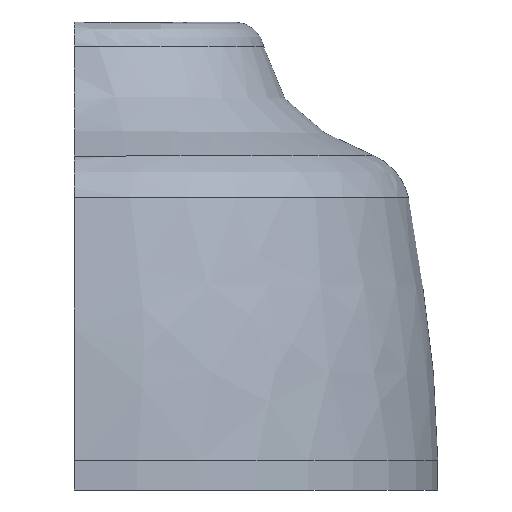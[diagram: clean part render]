
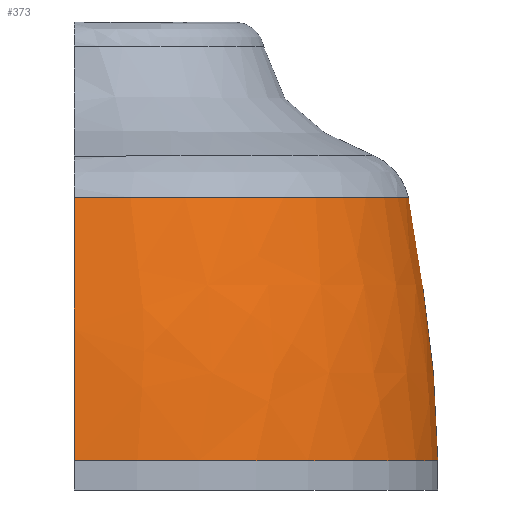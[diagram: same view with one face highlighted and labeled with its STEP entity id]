
A CAD part, left-side view. The second image highlights one B-rep face of the part: STEP entity #373.
In plain terms, the highlighted free-form (B-spline) face has degree [3, 3] with [20, 4] control points.
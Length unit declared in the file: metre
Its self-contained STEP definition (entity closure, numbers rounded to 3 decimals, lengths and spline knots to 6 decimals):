
#21=B_SPLINE_SURFACE_WITH_KNOTS('',3,3,((#859,#860,#861,#862),(#863,#864,
#865,#866),(#867,#868,#869,#870),(#871,#872,#873,#874),(#875,#876,#877,
#878),(#879,#880,#881,#882),(#883,#884,#885,#886),(#887,#888,#889,#890),
(#891,#892,#893,#894),(#895,#896,#897,#898),(#899,#900,#901,#902),(#903,
#904,#905,#906),(#907,#908,#909,#910),(#911,#912,#913,#914),(#915,#916,
#917,#918),(#919,#920,#921,#922),(#923,#924,#925,#926),(#927,#928,#929,
#930),(#931,#932,#933,#934),(#935,#936,#937,#938)),.UNSPECIFIED.,.F.,.F.,
 .F.,(4,2,2,2,2,2,2,2,2,4),(4,4),(0.,0.104003,0.208006,
0.312008,0.416011,0.583989,0.687992,
0.791994,0.895997,1.),(0.,1.),.UNSPECIFIED.);
#22=B_SPLINE_CURVE_WITH_KNOTS('',3,(#537,#538,#539,#540),.UNSPECIFIED.,
 .F.,.F.,(4,4),(0.,1.),.PIECEWISE_BEZIER_KNOTS.);
#30=B_SPLINE_CURVE_WITH_KNOTS('',3,(#616,#617,#618,#619),.UNSPECIFIED.,
 .F.,.F.,(4,4),(0.,1.),.PIECEWISE_BEZIER_KNOTS.);
#37=B_SPLINE_CURVE_WITH_KNOTS('',3,(#939,#940,#941,#942,#943,#944,#945,
#946),.UNSPECIFIED.,.F.,.F.,(4,1,1,1,1,4),(0.,0.002231,0.004462,
0.008923,0.013385,0.017847),
 .UNSPECIFIED.);
#53=CIRCLE('',#417,0.012424);
#54=CIRCLE('',#420,0.012424);
#55=CIRCLE('',#421,0.011424);
#121=ORIENTED_EDGE('',*,*,#213,.F.);
#122=ORIENTED_EDGE('',*,*,#178,.F.);
#123=ORIENTED_EDGE('',*,*,#209,.T.);
#124=ORIENTED_EDGE('',*,*,#211,.F.);
#125=ORIENTED_EDGE('',*,*,#212,.T.);
#126=ORIENTED_EDGE('',*,*,#200,.T.);
#127=ORIENTED_EDGE('',*,*,#214,.F.);
#128=ORIENTED_EDGE('',*,*,#215,.F.);
#178=EDGE_CURVE('',#235,#236,#22,.T.);
#200=EDGE_CURVE('',#254,#253,#30,.T.);
#209=EDGE_CURVE('',#235,#259,#53,.T.);
#211=EDGE_CURVE('',#260,#259,#290,.T.);
#212=EDGE_CURVE('',#260,#254,#54,.T.);
#213=EDGE_CURVE('',#236,#261,#37,.T.);
#214=EDGE_CURVE('',#262,#253,#55,.T.);
#215=EDGE_CURVE('',#261,#262,#291,.T.);
#235=VERTEX_POINT('',#536);
#236=VERTEX_POINT('',#541);
#253=VERTEX_POINT('',#615);
#254=VERTEX_POINT('',#620);
#259=VERTEX_POINT('',#851);
#260=VERTEX_POINT('',#855);
#261=VERTEX_POINT('',#947);
#262=VERTEX_POINT('',#949);
#290=LINE('',#856,#315);
#291=LINE('',#950,#316);
#315=VECTOR('',#482,1.);
#316=VECTOR('',#489,1.);
#330=EDGE_LOOP('',(#121,#122,#123,#124,#125,#126,#127,#128));
#349=FACE_BOUND('',#330,.T.);
#373=ADVANCED_FACE('',(#349),#21,.T.);
#417=AXIS2_PLACEMENT_3D('',#852,#477,#478);
#420=AXIS2_PLACEMENT_3D('',#858,#485,#486);
#421=AXIS2_PLACEMENT_3D('',#948,#487,#488);
#477=DIRECTION('',(0.,0.,1.));
#478=DIRECTION('',(1.,0.,0.));
#482=DIRECTION('',(-1.,0.,0.));
#485=DIRECTION('',(0.,0.,1.));
#486=DIRECTION('',(1.,0.,0.));
#487=DIRECTION('',(0.,0.,1.));
#488=DIRECTION('',(1.,0.,0.));
#489=DIRECTION('',(1.,0.,0.));
#536=CARTESIAN_POINT('',(-0.028919,0.008364,0.001));
#537=CARTESIAN_POINT('',(-0.028919,0.008364,0.001));
#538=CARTESIAN_POINT('',(-0.028919,0.008364,0.004002));
#539=CARTESIAN_POINT('',(-0.028419,0.008364,0.007001));
#540=CARTESIAN_POINT('',(-0.027919,0.008364,0.01));
#541=CARTESIAN_POINT('',(-0.027919,0.008364,0.01));
#615=CARTESIAN_POINT('',(0.002482,0.008364,0.01));
#616=CARTESIAN_POINT('',(0.003482,0.008364,0.001));
#617=CARTESIAN_POINT('',(0.003482,0.008364,0.004002));
#618=CARTESIAN_POINT('',(0.002982,0.008364,0.007001));
#619=CARTESIAN_POINT('',(0.002482,0.008364,0.01));
#620=CARTESIAN_POINT('',(0.003482,0.008364,0.001));
#851=CARTESIAN_POINT('',(-0.016495,-0.004061,0.001));
#852=CARTESIAN_POINT('',(-0.016495,0.008364,0.001));
#855=CARTESIAN_POINT('',(-0.008943,-0.004061,0.001));
#856=CARTESIAN_POINT('',(-0.012719,-0.004061,0.001));
#858=CARTESIAN_POINT('',(-0.008943,0.008364,0.001));
#859=CARTESIAN_POINT('',(-0.028919,0.008364,0.001));
#860=CARTESIAN_POINT('',(-0.028919,0.008364,0.004002));
#861=CARTESIAN_POINT('',(-0.028419,0.008364,0.007001));
#862=CARTESIAN_POINT('',(-0.027919,0.008364,0.01));
#863=CARTESIAN_POINT('',(-0.028919,0.006737,0.001));
#864=CARTESIAN_POINT('',(-0.028919,0.006737,0.004002));
#865=CARTESIAN_POINT('',(-0.028419,0.006802,0.007001));
#866=CARTESIAN_POINT('',(-0.027919,0.006868,0.01));
#867=CARTESIAN_POINT('',(-0.028595,0.005103,0.001));
#868=CARTESIAN_POINT('',(-0.028595,0.005103,0.004002));
#869=CARTESIAN_POINT('',(-0.028109,0.005242,0.007001));
#870=CARTESIAN_POINT('',(-0.027623,0.005381,0.01));
#871=CARTESIAN_POINT('',(-0.027337,0.00208,0.001));
#872=CARTESIAN_POINT('',(-0.027337,0.00208,0.004002));
#873=CARTESIAN_POINT('',(-0.026914,0.002357,0.007001));
#874=CARTESIAN_POINT('',(-0.02649,0.002635,0.01));
#875=CARTESIAN_POINT('',(-0.026405,0.000693,0.001));
#876=CARTESIAN_POINT('',(-0.026405,0.000693,0.004003));
#877=CARTESIAN_POINT('',(-0.026029,0.001034,0.007001));
#878=CARTESIAN_POINT('',(-0.025654,0.001375,0.01));
#879=CARTESIAN_POINT('',(-0.024083,-0.001609,0.001));
#880=CARTESIAN_POINT('',(-0.024083,-0.001609,0.004003));
#881=CARTESIAN_POINT('',(-0.023821,-0.001173,0.007002));
#882=CARTESIAN_POINT('',(-0.023559,-0.000738,0.01));
#883=CARTESIAN_POINT('',(-0.022696,-0.002524,0.001));
#884=CARTESIAN_POINT('',(-0.022696,-0.002524,0.004004));
#885=CARTESIAN_POINT('',(-0.022498,-0.002057,0.007002));
#886=CARTESIAN_POINT('',(-0.0223,-0.00159,0.01));
#887=CARTESIAN_POINT('',(-0.019697,-0.00375,0.001));
#888=CARTESIAN_POINT('',(-0.019697,-0.00375,0.004004));
#889=CARTESIAN_POINT('',(-0.019614,-0.003251,0.007002));
#890=CARTESIAN_POINT('',(-0.019531,-0.002752,0.01));
#891=CARTESIAN_POINT('',(-0.018087,-0.004061,0.001));
#892=CARTESIAN_POINT('',(-0.018087,-0.004061,0.004004));
#893=CARTESIAN_POINT('',(-0.018054,-0.003561,0.007002));
#894=CARTESIAN_POINT('',(-0.018022,-0.003061,0.01));
#895=CARTESIAN_POINT('',(-0.013923,-0.004061,0.001));
#896=CARTESIAN_POINT('',(-0.013923,-0.004061,0.004004));
#897=CARTESIAN_POINT('',(-0.013976,-0.003561,0.007002));
#898=CARTESIAN_POINT('',(-0.014029,-0.003061,0.01));
#899=CARTESIAN_POINT('',(-0.011514,-0.004061,0.001));
#900=CARTESIAN_POINT('',(-0.011514,-0.004061,0.004004));
#901=CARTESIAN_POINT('',(-0.011461,-0.003561,0.007002));
#902=CARTESIAN_POINT('',(-0.011409,-0.003061,0.01));
#903=CARTESIAN_POINT('',(-0.007351,-0.004061,0.001));
#904=CARTESIAN_POINT('',(-0.007351,-0.004061,0.004004));
#905=CARTESIAN_POINT('',(-0.007383,-0.003561,0.007002));
#906=CARTESIAN_POINT('',(-0.007416,-0.003061,0.01));
#907=CARTESIAN_POINT('',(-0.005741,-0.00375,0.001));
#908=CARTESIAN_POINT('',(-0.005741,-0.00375,0.004004));
#909=CARTESIAN_POINT('',(-0.005824,-0.003251,0.007002));
#910=CARTESIAN_POINT('',(-0.005907,-0.002752,0.01));
#911=CARTESIAN_POINT('',(-0.002742,-0.002524,0.001));
#912=CARTESIAN_POINT('',(-0.002742,-0.002524,0.004004));
#913=CARTESIAN_POINT('',(-0.00294,-0.002057,0.007002));
#914=CARTESIAN_POINT('',(-0.003138,-0.00159,0.01));
#915=CARTESIAN_POINT('',(-0.001355,-0.001609,0.001));
#916=CARTESIAN_POINT('',(-0.001355,-0.001609,0.004003));
#917=CARTESIAN_POINT('',(-0.001617,-0.001173,0.007002));
#918=CARTESIAN_POINT('',(-0.001879,-0.000738,0.01));
#919=CARTESIAN_POINT('',(0.000967,0.000693,0.001));
#920=CARTESIAN_POINT('',(0.000967,0.000693,0.004003));
#921=CARTESIAN_POINT('',(0.000592,0.001034,0.007001));
#922=CARTESIAN_POINT('',(0.000216,0.001375,0.01));
#923=CARTESIAN_POINT('',(0.0019,0.00208,0.001));
#924=CARTESIAN_POINT('',(0.0019,0.00208,0.004002));
#925=CARTESIAN_POINT('',(0.001476,0.002357,0.007001));
#926=CARTESIAN_POINT('',(0.001052,0.002635,0.01));
#927=CARTESIAN_POINT('',(0.003157,0.005103,0.001));
#928=CARTESIAN_POINT('',(0.003157,0.005103,0.004002));
#929=CARTESIAN_POINT('',(0.002671,0.005242,0.007001));
#930=CARTESIAN_POINT('',(0.002185,0.005381,0.01));
#931=CARTESIAN_POINT('',(0.003482,0.006737,0.001));
#932=CARTESIAN_POINT('',(0.003482,0.006737,0.004002));
#933=CARTESIAN_POINT('',(0.002982,0.006802,0.007001));
#934=CARTESIAN_POINT('',(0.002482,0.006868,0.01));
#935=CARTESIAN_POINT('',(0.003482,0.008364,0.001));
#936=CARTESIAN_POINT('',(0.003482,0.008364,0.004002));
#937=CARTESIAN_POINT('',(0.002982,0.008364,0.007001));
#938=CARTESIAN_POINT('',(0.002482,0.008364,0.01));
#939=CARTESIAN_POINT('',(-0.027919,0.008364,0.01));
#940=CARTESIAN_POINT('',(-0.027919,0.007609,0.01));
#941=CARTESIAN_POINT('',(-0.027773,0.006129,0.009994));
#942=CARTESIAN_POINT('',(-0.026899,0.003239,0.010003));
#943=CARTESIAN_POINT('',(-0.024786,0.00008,0.009999));
#944=CARTESIAN_POINT('',(-0.02099,-0.002461,0.01));
#945=CARTESIAN_POINT('',(-0.018003,-0.003061,0.01));
#946=CARTESIAN_POINT('',(-0.016495,-0.003061,0.01));
#947=CARTESIAN_POINT('',(-0.016495,-0.003061,0.01));
#948=CARTESIAN_POINT('',(-0.008943,0.008364,0.01));
#949=CARTESIAN_POINT('',(-0.008943,-0.003061,0.01));
#950=CARTESIAN_POINT('',(-0.012719,-0.003061,0.01));
